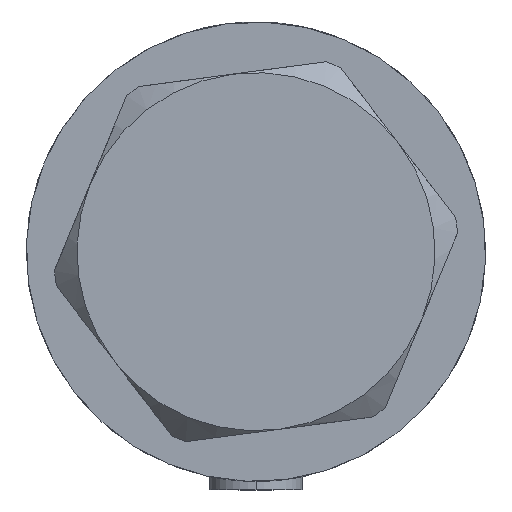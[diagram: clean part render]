
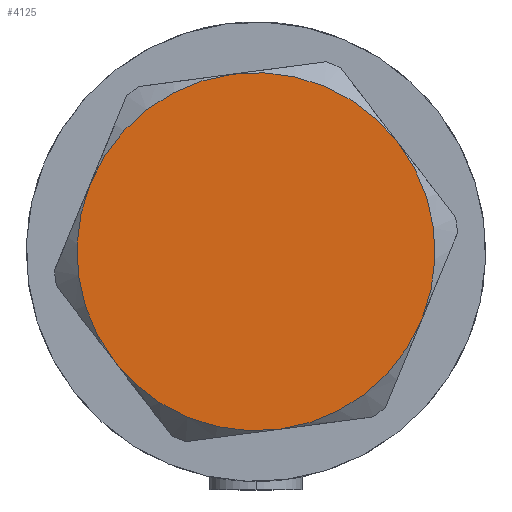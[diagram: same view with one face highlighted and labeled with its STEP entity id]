
A CAD part, left-side view. The second image highlights one B-rep face of the part: STEP entity #4125.
In plain terms, the highlighted face is planar.
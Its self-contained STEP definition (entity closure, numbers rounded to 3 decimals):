
#53 = CARTESIAN_POINT ( 'NONE',  ( 23., 0., 13. ) ) ;
#99 = EDGE_CURVE ( 'NONE', #4421, #3586, #2754, .T. ) ;
#127 = AXIS2_PLACEMENT_3D ( 'NONE', #2496, #2876, #3993 ) ;
#164 = CARTESIAN_POINT ( 'NONE',  ( 0., 0., 13. ) ) ;
#381 = CIRCLE ( 'NONE', #4327, 23. ) ;
#386 = CARTESIAN_POINT ( 'NONE',  ( 0., 0., 13. ) ) ;
#391 = DIRECTION ( 'NONE',  ( 1., 0., 0. ) ) ;
#460 = DIRECTION ( 'NONE',  ( 0., 0., 1. ) ) ;
#545 = EDGE_CURVE ( 'NONE', #3586, #1854, #381, .T. ) ;
#553 = ORIENTED_EDGE ( 'NONE', *, *, #2280, .T. ) ;
#565 = CARTESIAN_POINT ( 'NONE',  ( 11.5, 19.919, 13. ) ) ;
#584 = CIRCLE ( 'NONE', #824, 23. ) ;
#767 = DIRECTION ( 'NONE',  ( 0., 0., 1. ) ) ;
#824 = AXIS2_PLACEMENT_3D ( 'NONE', #1137, #767, #391 ) ;
#832 = VERTEX_POINT ( 'NONE', #565 ) ;
#860 = DIRECTION ( 'NONE',  ( 1., 0., 0. ) ) ;
#904 = CARTESIAN_POINT ( 'NONE',  ( -11.5, -19.919, 13. ) ) ;
#984 = AXIS2_PLACEMENT_3D ( 'NONE', #3033, #460, #860 ) ;
#1049 = ORIENTED_EDGE ( 'NONE', *, *, #2931, .T. ) ;
#1137 = CARTESIAN_POINT ( 'NONE',  ( 0., 0., 13. ) ) ;
#1226 = DIRECTION ( 'NONE',  ( 0., 0., 1. ) ) ;
#1246 = ORIENTED_EDGE ( 'NONE', *, *, #1913, .T. ) ;
#1518 = AXIS2_PLACEMENT_3D ( 'NONE', #386, #1844, #2986 ) ;
#1607 = DIRECTION ( 'NONE',  ( 0., 0., 1. ) ) ;
#1813 = CIRCLE ( 'NONE', #2512, 23. ) ;
#1840 = DIRECTION ( 'NONE',  ( 1., 0., 0. ) ) ;
#1844 = DIRECTION ( 'NONE',  ( 0., 0., 1. ) ) ;
#1854 = VERTEX_POINT ( 'NONE', #3104 ) ;
#1872 = CIRCLE ( 'NONE', #984, 23. ) ;
#1913 = EDGE_CURVE ( 'NONE', #4632, #832, #1872, .T. ) ;
#2205 = CARTESIAN_POINT ( 'NONE',  ( -11.5, 19.919, 13. ) ) ;
#2280 = EDGE_CURVE ( 'NONE', #832, #3023, #584, .T. ) ;
#2496 = CARTESIAN_POINT ( 'NONE',  ( 0., 0., 13. ) ) ;
#2512 = AXIS2_PLACEMENT_3D ( 'NONE', #4429, #2576, #1840 ) ;
#2576 = DIRECTION ( 'NONE',  ( 0., 0., 1. ) ) ;
#2690 = EDGE_LOOP ( 'NONE', ( #4622, #1246, #553, #1049, #2810, #3753 ) ) ;
#2701 = CARTESIAN_POINT ( 'NONE',  ( -23., 0., 13. ) ) ;
#2712 = DIRECTION ( 'NONE',  ( 1., 0., 0. ) ) ;
#2754 = CIRCLE ( 'NONE', #3372, 23. ) ;
#2810 = ORIENTED_EDGE ( 'NONE', *, *, #99, .T. ) ;
#2876 = DIRECTION ( 'NONE',  ( 0., 0., 1. ) ) ;
#2931 = EDGE_CURVE ( 'NONE', #3023, #4421, #3194, .T. ) ;
#2986 = DIRECTION ( 'NONE',  ( 1., 0., 0. ) ) ;
#3023 = VERTEX_POINT ( 'NONE', #2205 ) ;
#3024 = CARTESIAN_POINT ( 'NONE',  ( 0., 0., 13. ) ) ;
#3033 = CARTESIAN_POINT ( 'NONE',  ( 0., 0., 13. ) ) ;
#3104 = CARTESIAN_POINT ( 'NONE',  ( 11.5, -19.919, 13. ) ) ;
#3194 = CIRCLE ( 'NONE', #1518, 23. ) ;
#3366 = EDGE_CURVE ( 'NONE', #1854, #4632, #1813, .T. ) ;
#3372 = AXIS2_PLACEMENT_3D ( 'NONE', #164, #1226, #2712 ) ;
#3572 = PLANE ( 'NONE',  #127 ) ;
#3586 = VERTEX_POINT ( 'NONE', #904 ) ;
#3753 = ORIENTED_EDGE ( 'NONE', *, *, #545, .T. ) ;
#3993 = DIRECTION ( 'NONE',  ( 1., 0., 0. ) ) ;
#4125 = ADVANCED_FACE ( 'NONE', ( #4682 ), #3572, .T. ) ;
#4327 = AXIS2_PLACEMENT_3D ( 'NONE', #3024, #1607, #4516 ) ;
#4421 = VERTEX_POINT ( 'NONE', #2701 ) ;
#4429 = CARTESIAN_POINT ( 'NONE',  ( 0., 0., 13. ) ) ;
#4516 = DIRECTION ( 'NONE',  ( 1., 0., 0. ) ) ;
#4622 = ORIENTED_EDGE ( 'NONE', *, *, #3366, .T. ) ;
#4632 = VERTEX_POINT ( 'NONE', #53 ) ;
#4682 = FACE_OUTER_BOUND ( 'NONE', #2690, .T. ) ;
